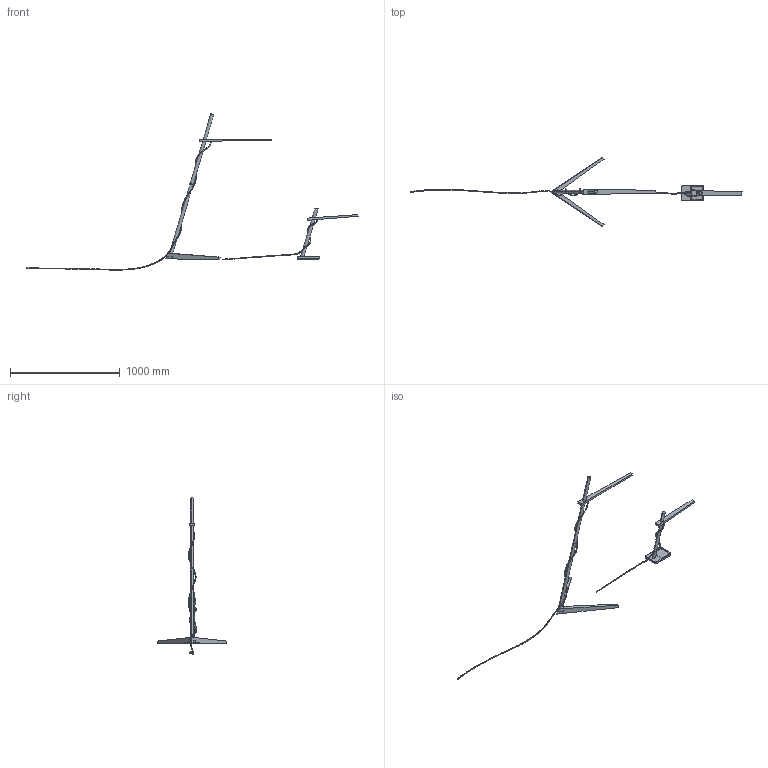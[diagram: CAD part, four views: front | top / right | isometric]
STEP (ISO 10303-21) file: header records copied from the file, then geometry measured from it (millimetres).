
FILE_DESCRIPTION(/* description */ (''),/* implementation_level */ '2;1');
FILE_NAME(/* name */ 'Clamp',/* time_stamp */ '2018-01-10T17:37:12-08:00',/* author */ (''),/* organization */ (''),/* preprocessor_version */ 'ST-DEVELOPER v15',/* originating_system */ '',/* authorisation */ '');
FILE_SCHEMA (('CONFIG_CONTROL_DESIGN'));
Length unit declared in the file: millimetre
Products named in the file (1): Document
Bounding box: 3024 x 632.93 x 1422.8 mm (x, y, z)
Surface area: 571552.5 mm2 (no closed solid volume)
Topology: 0 solids, 15 shells, 116 faces, 356 edges, 251 vertices
Faces by surface type: bspline 67, plane 49
Entity records: 8777 total; most frequent: CARTESIAN_POINT 6707, ORIENTED_EDGE 580, EDGE_CURVE 356, VERTEX_POINT 251, B_SPLINE_CURVE_WITH_KNOTS 238, EDGE_LOOP 129, ADVANCED_FACE 116, FACE_OUTER_BOUND 116
